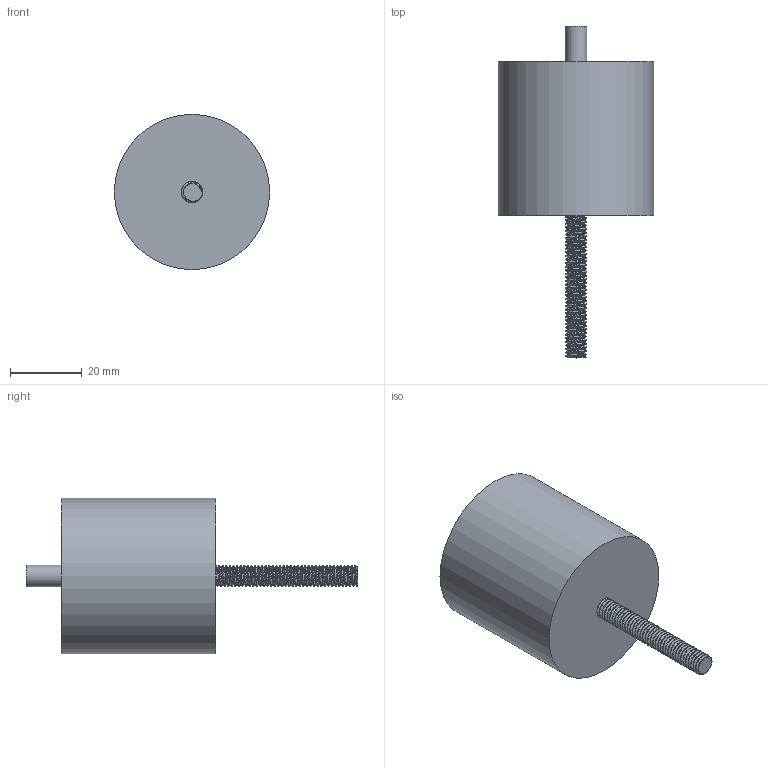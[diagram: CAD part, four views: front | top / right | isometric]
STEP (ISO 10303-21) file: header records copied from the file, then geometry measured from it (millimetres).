
FILE_DESCRIPTION(/* description */ (''),/* implementation_level */ '2;1');
FILE_NAME(/* name */ 'lead srue v2-dup.step',/* time_stamp */ '2024-05-04T11:57:32+10:00',/* author */ (''),/* organization */ (''),/* preprocessor_version */ 'ST-DEVELOPER v20',/* originating_system */ 'Autodesk Translation Framework v12.20.1.177',/* authorisation */ '');
FILE_SCHEMA (('AUTOMOTIVE_DESIGN { 1 0 10303 214 3 1 1 }'));
Length unit declared in the file: millimetre
Products named in the file (1): lead srue
Bounding box: 43.38 x 92.72 x 43.38 mm (x, y, z)
Volume: 64790.7 mm3; surface area: 10108.3 mm2
Topology: 1 solids, 1 shells, 90 faces, 258 edges, 172 vertices
Faces by surface type: cylinder 84, plane 4, bspline 2
Full cylindrical faces by diameter (mm): 4.744 x17, 5.884 x27, 6 x1, 43.376 x1
Entity records: 7466 total; most frequent: CARTESIAN_POINT 5403, ORIENTED_EDGE 516, DIRECTION 278, EDGE_CURVE 258, VERTEX_POINT 172, B_SPLINE_CURVE_WITH_KNOTS 167, AXIS2_PLACEMENT_3D 98, EDGE_LOOP 92
